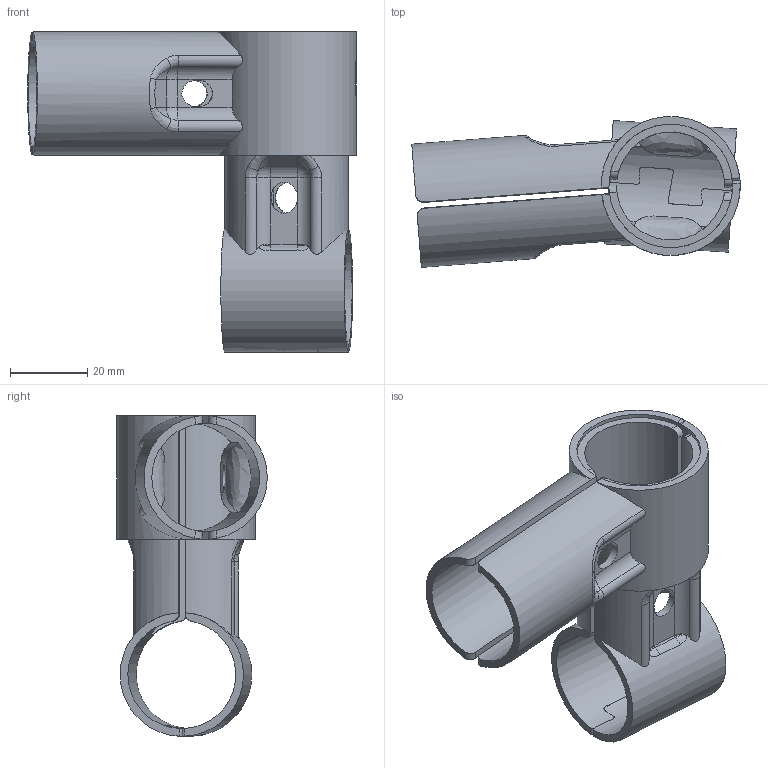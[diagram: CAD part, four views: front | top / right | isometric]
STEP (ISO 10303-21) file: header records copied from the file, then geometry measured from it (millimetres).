
FILE_DESCRIPTION((''),'2;1');
FILE_NAME('86118- poprawione.stp','2020-08-24T14:27:07',('arma02'),(''),'Autodesk Inventor 2013','Autodesk Inventor 2013','');
FILE_SCHEMA(('AUTOMOTIVE_DESIGN { 1 0 10303 214 1 1 1 1 }'));
Length unit declared in the file: millimetre
Products named in the file (3): 86118; 86118 - II; 86118- I
Assembly tree (4 placements, depth 2):
  86118
    86118 - II  x2
    86118- I  x2
Bounding box: 85.04 x 39.01 x 83 mm (x, y, z)
Volume: 30795.6 mm3; surface area: 32160.4 mm2
Topology: 4 solids, 4 shells, 226 faces, 630 edges, 408 vertices
Faces by surface type: cylinder 82, plane 72, bspline 60, sphere 8, torus 4
Entity records: 5081 total; most frequent: CARTESIAN_POINT 2313, ORIENTED_EDGE 622, DIRECTION 477, EDGE_CURVE 311, VERTEX_POINT 202, AXIS2_PLACEMENT_3D 172, VECTOR 133, LINE 133
